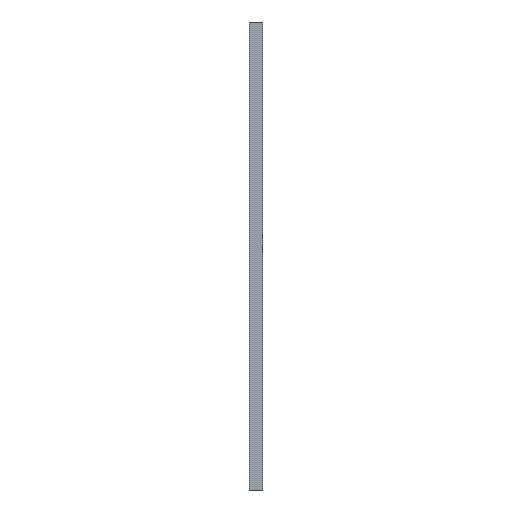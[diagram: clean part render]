
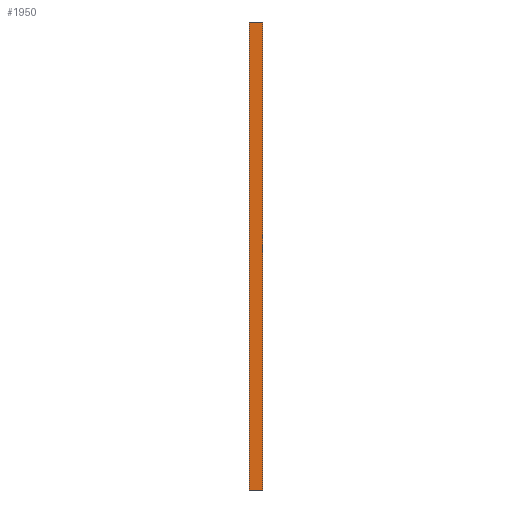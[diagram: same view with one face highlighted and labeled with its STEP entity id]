
A CAD part, front view. The second image highlights one B-rep face of the part: STEP entity #1950.
In plain terms, the highlighted planar face has unit normal (0, -1, 0).
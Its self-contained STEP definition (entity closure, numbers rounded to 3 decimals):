
#193=DIRECTION('',(0.,0.,-1.));
#194=VECTOR('',#193,212.);
#195=CARTESIAN_POINT('',(-3.,-50.,106.));
#196=LINE('',#195,#194);
#469=DIRECTION('',(0.,0.,-1.));
#470=VECTOR('',#469,212.);
#471=CARTESIAN_POINT('',(3.,-50.,106.));
#472=LINE('',#471,#470);
#729=DIRECTION('',(1.,0.,0.));
#730=VECTOR('',#729,6.);
#731=CARTESIAN_POINT('',(-3.,-50.,106.));
#732=LINE('',#731,#730);
#749=DIRECTION('',(1.,0.,0.));
#750=VECTOR('',#749,6.);
#751=CARTESIAN_POINT('',(-3.,-50.,-106.));
#752=LINE('',#751,#750);
#809=CARTESIAN_POINT('',(-3.,-50.,106.));
#810=CARTESIAN_POINT('',(-3.,-50.,-106.));
#811=VERTEX_POINT('',#809);
#812=VERTEX_POINT('',#810);
#813=CARTESIAN_POINT('',(3.,-50.,106.));
#814=CARTESIAN_POINT('',(3.,-50.,-106.));
#815=VERTEX_POINT('',#813);
#816=VERTEX_POINT('',#814);
#1938=CARTESIAN_POINT('',(-3.,-50.,106.));
#1939=DIRECTION('',(0.,-1.,0.));
#1940=DIRECTION('',(0.,0.,-1.));
#1941=AXIS2_PLACEMENT_3D('',#1938,#1939,#1940);
#1942=PLANE('',#1941);
#1943=ORIENTED_EDGE('',*,*,#1116,.F.);
#1944=ORIENTED_EDGE('',*,*,#1790,.T.);
#1945=ORIENTED_EDGE('',*,*,#1296,.T.);
#1947=ORIENTED_EDGE('',*,*,#1946,.F.);
#1948=EDGE_LOOP('',(#1943,#1944,#1945,#1947));
#1949=FACE_OUTER_BOUND('',#1948,.F.);
#1950=ADVANCED_FACE('',(#1949),#1942,.T.);
#1116=EDGE_CURVE('',#811,#812,#196,.T.);
#1296=EDGE_CURVE('',#815,#816,#472,.T.);
#1790=EDGE_CURVE('',#811,#815,#732,.T.);
#1946=EDGE_CURVE('',#812,#816,#752,.T.);
